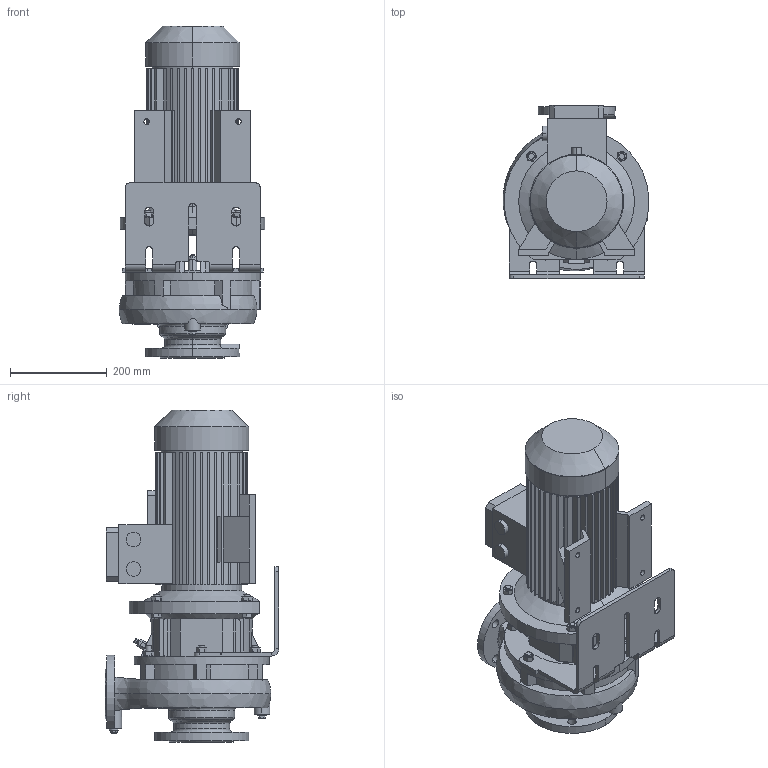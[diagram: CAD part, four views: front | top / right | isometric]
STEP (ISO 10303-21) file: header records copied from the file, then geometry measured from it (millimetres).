
FILE_DESCRIPTION (( 'STEP AP214' ), '1' );
FILE_NAME ('ﾌﾓ-311-200-ﾌ2-311-212-03-12.step', '2025-04-07T07:32:41', ( 'adb' ), ( '' ), 'SwSTEP 2.0', 'SolidWorks 2016', '' );
FILE_SCHEMA (( 'AUTOMOTIVE_DESIGN' ));
Length unit declared in the file: millimetre
Products named in the file (1): ﾌﾓ-311-200-ﾌ2-311-212-03-12
Bounding box: 301.75 x 360 x 688 mm (x, y, z)
Volume: 19556155.3 mm3; surface area: 1696296 mm2
Topology: 8 solids, 19 shells, 1074 faces, 2803 edges, 1822 vertices
Faces by surface type: plane 588, cylinder 369, cone 87, bspline 23, torus 7
Entity records: 52150 total; most frequent: CARTESIAN_POINT 13689, ORIENTED_EDGE 5602, DIRECTION 5448, EDGE_CURVE 2801, AXIS2_PLACEMENT_3D 1962, VERTEX_POINT 1822, LINE 1524, VECTOR 1524
